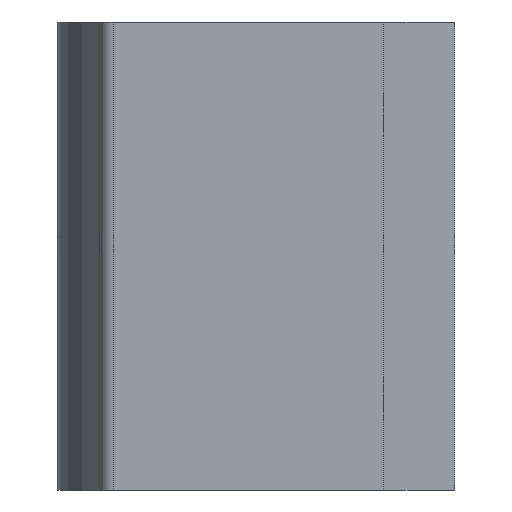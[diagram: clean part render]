
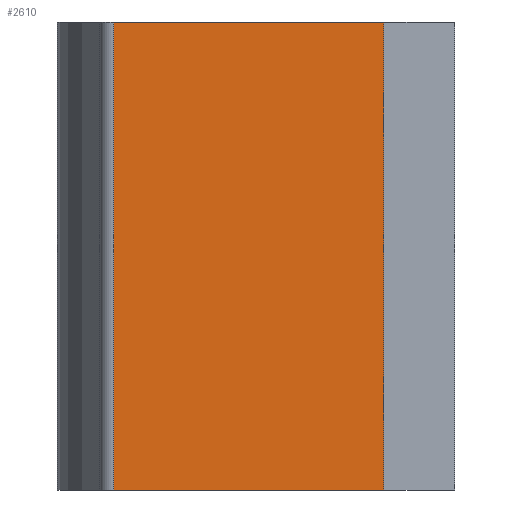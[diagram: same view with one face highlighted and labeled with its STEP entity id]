
A CAD part, left-side view. The second image highlights one B-rep face of the part: STEP entity #2610.
In plain terms, the highlighted planar face has unit normal (-1, 0, 0).
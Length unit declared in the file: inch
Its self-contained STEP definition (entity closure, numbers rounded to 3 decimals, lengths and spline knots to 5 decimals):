
#58 = CARTESIAN_POINT ( 'NONE',  ( -0.9375, 0., -1.03125 ) ) ;
#60 = EDGE_CURVE ( 'NONE', #3224, #3121, #1356, .T. ) ;
#222 = AXIS2_PLACEMENT_3D ( 'NONE', #58, #767, #2673 ) ;
#454 = EDGE_CURVE ( 'NONE', #3224, #716, #2500, .T. ) ;
#484 = VECTOR ( 'NONE', #4711, 39.37008 ) ;
#716 = VERTEX_POINT ( 'NONE', #1541 ) ;
#767 = DIRECTION ( 'NONE',  ( 1., 0., 0. ) ) ;
#957 = DIRECTION ( 'NONE',  ( 0., 0., 1. ) ) ;
#972 = DIRECTION ( 'NONE',  ( 0., 0., -1. ) ) ;
#1290 = ORIENTED_EDGE ( 'NONE', *, *, #2292, .T. ) ;
#1299 = LINE ( 'NONE', #2474, #2702 ) ;
#1356 = LINE ( 'NONE', #2455, #3814 ) ;
#1376 = DIRECTION ( 'NONE',  ( 0., 1., 0. ) ) ;
#1541 = CARTESIAN_POINT ( 'NONE',  ( -0.9375, 0.566, -1.03125 ) ) ;
#1632 = LINE ( 'NONE', #2003, #484 ) ;
#1741 = VECTOR ( 'NONE', #1376, 39.37008 ) ;
#1948 = ORIENTED_EDGE ( 'NONE', *, *, #454, .F. ) ;
#2001 = CARTESIAN_POINT ( 'NONE',  ( -0.9375, 0.566, 1.03125 ) ) ;
#2003 = CARTESIAN_POINT ( 'NONE',  ( -0.9375, 0., 1.03125 ) ) ;
#2231 = EDGE_LOOP ( 'NONE', ( #3018, #1290, #1948, #4929 ) ) ;
#2292 = EDGE_CURVE ( 'NONE', #4219, #716, #1299, .T. ) ;
#2449 = CARTESIAN_POINT ( 'NONE',  ( -0.9375, 0., -1.03125 ) ) ;
#2455 = CARTESIAN_POINT ( 'NONE',  ( -0.9375, -0.625, -1.58046 ) ) ;
#2474 = CARTESIAN_POINT ( 'NONE',  ( -0.9375, 0.566, -1.03125 ) ) ;
#2500 = LINE ( 'NONE', #2449, #1741 ) ;
#2583 = CARTESIAN_POINT ( 'NONE',  ( -0.9375, -0.625, 1.03125 ) ) ;
#2610 = ADVANCED_FACE ( 'NONE', ( #3165 ), #4254, .F. ) ;
#2673 = DIRECTION ( 'NONE',  ( 0., 0., -1. ) ) ;
#2702 = VECTOR ( 'NONE', #972, 39.37008 ) ;
#3018 = ORIENTED_EDGE ( 'NONE', *, *, #3506, .T. ) ;
#3121 = VERTEX_POINT ( 'NONE', #2583 ) ;
#3165 = FACE_OUTER_BOUND ( 'NONE', #2231, .T. ) ;
#3224 = VERTEX_POINT ( 'NONE', #4714 ) ;
#3506 = EDGE_CURVE ( 'NONE', #3121, #4219, #1632, .T. ) ;
#3814 = VECTOR ( 'NONE', #957, 39.37008 ) ;
#4219 = VERTEX_POINT ( 'NONE', #2001 ) ;
#4254 = PLANE ( 'NONE',  #222 ) ;
#4711 = DIRECTION ( 'NONE',  ( 0., 1., 0. ) ) ;
#4714 = CARTESIAN_POINT ( 'NONE',  ( -0.9375, -0.625, -1.03125 ) ) ;
#4929 = ORIENTED_EDGE ( 'NONE', *, *, #60, .T. ) ;
